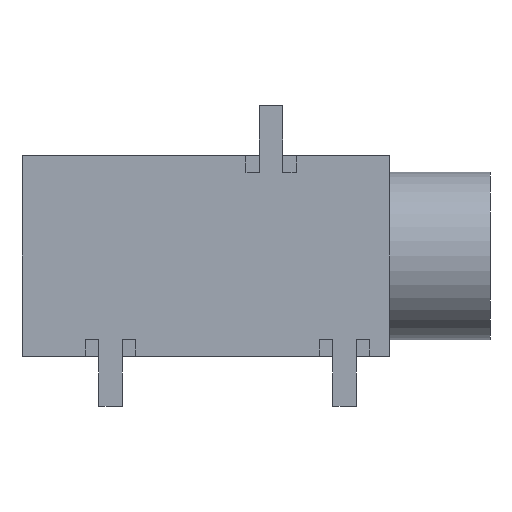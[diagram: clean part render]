
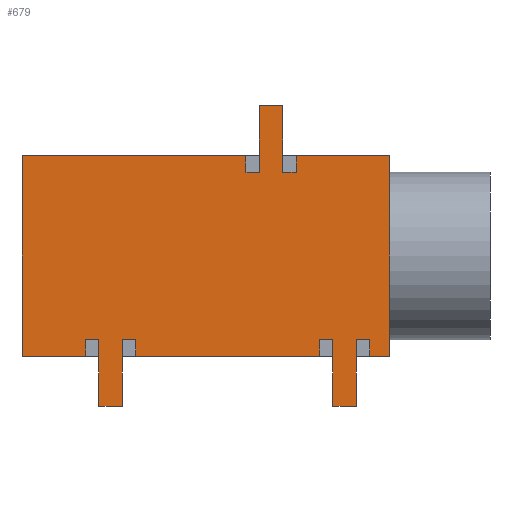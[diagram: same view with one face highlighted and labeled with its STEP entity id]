
A CAD part, front view. The second image highlights one B-rep face of the part: STEP entity #679.
In plain terms, the highlighted planar face has unit normal (0, -1, 0).
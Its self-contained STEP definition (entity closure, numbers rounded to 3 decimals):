
#57=FACE_OUTER_BOUND('',#92,.T.);
#92=EDGE_LOOP('',(#581,#582,#583,#584,#585,#586,#587,#588,#589,#590,#591,
#592,#593,#594,#595,#596,#597,#598,#599,#600,#601,#602,#603,#604,#605,#606,
#607,#608,#609));
#101=LINE('',#920,#189);
#103=LINE('',#925,#191);
#105=LINE('',#928,#193);
#109=LINE('',#937,#197);
#114=LINE('',#948,#202);
#116=LINE('',#951,#204);
#117=LINE('',#952,#205);
#118=LINE('',#955,#206);
#122=LINE('',#962,#210);
#129=LINE('',#977,#217);
#131=LINE('',#982,#219);
#133=LINE('',#985,#221);
#140=LINE('',#1000,#228);
#142=LINE('',#1005,#230);
#144=LINE('',#1008,#232);
#148=LINE('',#1017,#236);
#153=LINE('',#1028,#241);
#155=LINE('',#1031,#243);
#156=LINE('',#1032,#244);
#160=LINE('',#1041,#248);
#165=LINE('',#1052,#253);
#167=LINE('',#1055,#255);
#168=LINE('',#1056,#256);
#169=LINE('',#1058,#257);
#170=LINE('',#1060,#258);
#174=LINE('',#1067,#262);
#177=LINE('',#1086,#265);
#180=LINE('',#1090,#268);
#182=LINE('',#1094,#270);
#189=VECTOR('',#747,10.);
#191=VECTOR('',#751,10.);
#193=VECTOR('',#755,10.);
#197=VECTOR('',#761,10.);
#202=VECTOR('',#770,10.);
#204=VECTOR('',#774,10.);
#205=VECTOR('',#775,10.);
#206=VECTOR('',#778,10.);
#210=VECTOR('',#782,10.);
#217=VECTOR('',#793,10.);
#219=VECTOR('',#797,10.);
#221=VECTOR('',#801,10.);
#228=VECTOR('',#812,10.);
#230=VECTOR('',#816,10.);
#232=VECTOR('',#820,10.);
#236=VECTOR('',#826,10.);
#241=VECTOR('',#835,10.);
#243=VECTOR('',#839,10.);
#244=VECTOR('',#840,10.);
#248=VECTOR('',#846,10.);
#253=VECTOR('',#855,10.);
#255=VECTOR('',#859,10.);
#256=VECTOR('',#860,10.);
#257=VECTOR('',#863,10.);
#258=VECTOR('',#864,10.);
#262=VECTOR('',#868,10.);
#265=VECTOR('',#891,10.);
#268=VECTOR('',#896,10.);
#270=VECTOR('',#902,10.);
#275=VERTEX_POINT('',#916);
#276=VERTEX_POINT('',#918);
#277=VERTEX_POINT('',#922);
#278=VERTEX_POINT('',#924);
#280=VERTEX_POINT('',#931);
#282=VERTEX_POINT('',#935);
#285=VERTEX_POINT('',#945);
#286=VERTEX_POINT('',#947);
#287=VERTEX_POINT('',#954);
#290=VERTEX_POINT('',#960);
#295=VERTEX_POINT('',#973);
#296=VERTEX_POINT('',#975);
#297=VERTEX_POINT('',#979);
#298=VERTEX_POINT('',#981);
#303=VERTEX_POINT('',#996);
#304=VERTEX_POINT('',#998);
#305=VERTEX_POINT('',#1002);
#306=VERTEX_POINT('',#1004);
#308=VERTEX_POINT('',#1011);
#310=VERTEX_POINT('',#1015);
#313=VERTEX_POINT('',#1025);
#314=VERTEX_POINT('',#1027);
#316=VERTEX_POINT('',#1035);
#318=VERTEX_POINT('',#1039);
#321=VERTEX_POINT('',#1049);
#322=VERTEX_POINT('',#1051);
#323=VERTEX_POINT('',#1059);
#326=VERTEX_POINT('',#1065);
#331=VERTEX_POINT('',#1079);
#339=EDGE_CURVE('',#275,#276,#101,.T.);
#341=EDGE_CURVE('',#277,#278,#103,.T.);
#343=EDGE_CURVE('',#278,#276,#105,.T.);
#347=EDGE_CURVE('',#280,#282,#109,.T.);
#352=EDGE_CURVE('',#286,#285,#114,.T.);
#354=EDGE_CURVE('',#282,#275,#116,.T.);
#355=EDGE_CURVE('',#277,#286,#117,.T.);
#356=EDGE_CURVE('',#280,#287,#118,.T.);
#360=EDGE_CURVE('',#290,#285,#122,.T.);
#367=EDGE_CURVE('',#295,#296,#129,.T.);
#369=EDGE_CURVE('',#297,#298,#131,.T.);
#371=EDGE_CURVE('',#298,#296,#133,.T.);
#378=EDGE_CURVE('',#303,#304,#140,.T.);
#380=EDGE_CURVE('',#305,#306,#142,.T.);
#382=EDGE_CURVE('',#306,#304,#144,.T.);
#386=EDGE_CURVE('',#308,#310,#148,.T.);
#391=EDGE_CURVE('',#314,#313,#153,.T.);
#393=EDGE_CURVE('',#310,#303,#155,.T.);
#394=EDGE_CURVE('',#305,#314,#156,.T.);
#398=EDGE_CURVE('',#316,#318,#160,.T.);
#403=EDGE_CURVE('',#322,#321,#165,.T.);
#405=EDGE_CURVE('',#318,#295,#167,.T.);
#406=EDGE_CURVE('',#297,#322,#168,.T.);
#407=EDGE_CURVE('',#321,#308,#169,.T.);
#408=EDGE_CURVE('',#323,#316,#170,.T.);
#412=EDGE_CURVE('',#313,#326,#174,.T.);
#421=EDGE_CURVE('',#331,#326,#177,.T.);
#424=EDGE_CURVE('',#287,#331,#180,.T.);
#426=EDGE_CURVE('',#323,#290,#182,.T.);
#581=ORIENTED_EDGE('',*,*,#352,.T.);
#582=ORIENTED_EDGE('',*,*,#360,.F.);
#583=ORIENTED_EDGE('',*,*,#426,.F.);
#584=ORIENTED_EDGE('',*,*,#408,.T.);
#585=ORIENTED_EDGE('',*,*,#398,.T.);
#586=ORIENTED_EDGE('',*,*,#405,.T.);
#587=ORIENTED_EDGE('',*,*,#367,.T.);
#588=ORIENTED_EDGE('',*,*,#371,.F.);
#589=ORIENTED_EDGE('',*,*,#369,.F.);
#590=ORIENTED_EDGE('',*,*,#406,.T.);
#591=ORIENTED_EDGE('',*,*,#403,.T.);
#592=ORIENTED_EDGE('',*,*,#407,.T.);
#593=ORIENTED_EDGE('',*,*,#386,.T.);
#594=ORIENTED_EDGE('',*,*,#393,.T.);
#595=ORIENTED_EDGE('',*,*,#378,.T.);
#596=ORIENTED_EDGE('',*,*,#382,.F.);
#597=ORIENTED_EDGE('',*,*,#380,.F.);
#598=ORIENTED_EDGE('',*,*,#394,.T.);
#599=ORIENTED_EDGE('',*,*,#391,.T.);
#600=ORIENTED_EDGE('',*,*,#412,.T.);
#601=ORIENTED_EDGE('',*,*,#421,.F.);
#602=ORIENTED_EDGE('',*,*,#424,.F.);
#603=ORIENTED_EDGE('',*,*,#356,.F.);
#604=ORIENTED_EDGE('',*,*,#347,.T.);
#605=ORIENTED_EDGE('',*,*,#354,.T.);
#606=ORIENTED_EDGE('',*,*,#339,.T.);
#607=ORIENTED_EDGE('',*,*,#343,.F.);
#608=ORIENTED_EDGE('',*,*,#341,.F.);
#609=ORIENTED_EDGE('',*,*,#355,.T.);
#645=PLANE('',#733);
#679=ADVANCED_FACE('',(#57),#645,.T.);
#733=AXIS2_PLACEMENT_3D('',#1093,#900,#901);
#747=DIRECTION('',(0.,0.,1.));
#751=DIRECTION('',(0.,0.,1.));
#755=DIRECTION('',(1.,0.,0.));
#761=DIRECTION('',(0.,0.,-1.));
#770=DIRECTION('',(0.,0.,1.));
#774=DIRECTION('',(-1.,0.,0.));
#775=DIRECTION('',(-1.,0.,0.));
#778=DIRECTION('',(1.,0.,0.));
#782=DIRECTION('',(1.,0.,0.));
#793=DIRECTION('',(0.,0.,-1.));
#797=DIRECTION('',(0.,0.,-1.));
#801=DIRECTION('',(-1.,0.,0.));
#812=DIRECTION('',(0.,0.,-1.));
#816=DIRECTION('',(0.,0.,-1.));
#820=DIRECTION('',(-1.,0.,0.));
#826=DIRECTION('',(0.,0.,1.));
#835=DIRECTION('',(0.,0.,-1.));
#839=DIRECTION('',(1.,0.,0.));
#840=DIRECTION('',(1.,0.,0.));
#846=DIRECTION('',(0.,0.,1.));
#855=DIRECTION('',(0.,0.,-1.));
#859=DIRECTION('',(1.,0.,0.));
#860=DIRECTION('',(1.,0.,0.));
#863=DIRECTION('',(1.,0.,0.));
#864=DIRECTION('',(1.,0.,0.));
#868=DIRECTION('',(1.,0.,0.));
#891=DIRECTION('',(0.,0.,-1.));
#896=DIRECTION('',(0.,0.,-1.));
#900=DIRECTION('center_axis',(0.,-1.,0.));
#901=DIRECTION('ref_axis',(0.,0.,-1.));
#902=DIRECTION('',(0.,0.,1.));
#916=CARTESIAN_POINT('',(7.8,0.,4.5));
#918=CARTESIAN_POINT('',(7.8,0.,6.5));
#920=CARTESIAN_POINT('',(7.8,0.,4.5));
#922=CARTESIAN_POINT('',(7.1,0.,4.5));
#924=CARTESIAN_POINT('',(7.1,0.,6.5));
#925=CARTESIAN_POINT('',(7.1,0.,4.5));
#928=CARTESIAN_POINT('',(7.1,0.,6.5));
#931=CARTESIAN_POINT('',(8.2,0.,5.));
#935=CARTESIAN_POINT('',(8.2,0.,4.5));
#937=CARTESIAN_POINT('',(8.2,0.,5.));
#945=CARTESIAN_POINT('',(6.7,0.,5.));
#947=CARTESIAN_POINT('',(6.7,0.,4.5));
#948=CARTESIAN_POINT('',(6.7,0.,5.));
#951=CARTESIAN_POINT('',(3.725,0.,4.5));
#952=CARTESIAN_POINT('',(3.725,0.,4.5));
#954=CARTESIAN_POINT('',(11.,0.,5.));
#955=CARTESIAN_POINT('',(0.,0.,5.));
#960=CARTESIAN_POINT('',(0.,0.,5.));
#962=CARTESIAN_POINT('',(0.,0.,5.));
#973=CARTESIAN_POINT('',(2.3,0.,-0.5));
#975=CARTESIAN_POINT('',(2.3,0.,-2.5));
#977=CARTESIAN_POINT('',(2.3,0.,-0.5));
#979=CARTESIAN_POINT('',(3.,0.,-0.5));
#981=CARTESIAN_POINT('',(3.,0.,-2.5));
#982=CARTESIAN_POINT('',(3.,0.,-0.5));
#985=CARTESIAN_POINT('',(3.,0.,-2.5));
#996=CARTESIAN_POINT('',(9.3,0.,-0.5));
#998=CARTESIAN_POINT('',(9.3,0.,-2.5));
#1000=CARTESIAN_POINT('',(9.3,0.,-0.5));
#1002=CARTESIAN_POINT('',(10.,0.,-0.5));
#1004=CARTESIAN_POINT('',(10.,0.,-2.5));
#1005=CARTESIAN_POINT('',(10.,0.,-0.5));
#1008=CARTESIAN_POINT('',(10.,0.,-2.5));
#1011=CARTESIAN_POINT('',(8.9,0.,-1.));
#1015=CARTESIAN_POINT('',(8.9,0.,-0.5));
#1017=CARTESIAN_POINT('',(8.9,0.,2.));
#1025=CARTESIAN_POINT('',(10.4,0.,-1.));
#1027=CARTESIAN_POINT('',(10.4,0.,-0.5));
#1028=CARTESIAN_POINT('',(10.4,0.,2.));
#1031=CARTESIAN_POINT('',(4.825,0.,-0.5));
#1032=CARTESIAN_POINT('',(4.825,0.,-0.5));
#1035=CARTESIAN_POINT('',(1.9,0.,-1.));
#1039=CARTESIAN_POINT('',(1.9,0.,-0.5));
#1041=CARTESIAN_POINT('',(1.9,0.,2.));
#1049=CARTESIAN_POINT('',(3.4,0.,-1.));
#1051=CARTESIAN_POINT('',(3.4,0.,-0.5));
#1052=CARTESIAN_POINT('',(3.4,0.,2.));
#1055=CARTESIAN_POINT('',(1.325,0.,-0.5));
#1056=CARTESIAN_POINT('',(1.325,0.,-0.5));
#1058=CARTESIAN_POINT('',(0.,0.,-1.));
#1059=CARTESIAN_POINT('',(0.,0.,-1.));
#1060=CARTESIAN_POINT('',(0.,0.,-1.));
#1065=CARTESIAN_POINT('',(11.,0.,-1.));
#1067=CARTESIAN_POINT('',(0.,0.,-1.));
#1079=CARTESIAN_POINT('',(11.,0.,2.));
#1086=CARTESIAN_POINT('',(11.,0.,-1.));
#1090=CARTESIAN_POINT('',(11.,0.,-1.));
#1093=CARTESIAN_POINT('Origin',(0.,0.,5.));
#1094=CARTESIAN_POINT('',(0.,0.,-1.));
